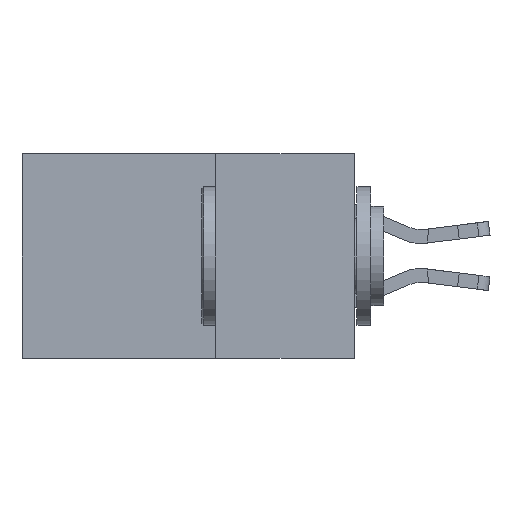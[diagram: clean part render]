
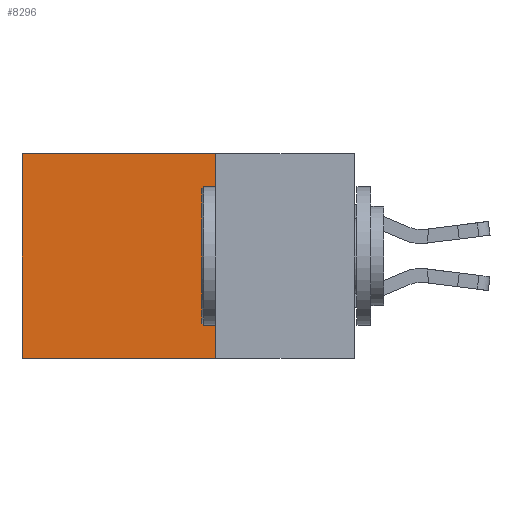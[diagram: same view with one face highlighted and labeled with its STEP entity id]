
A CAD part, left-side view. The second image highlights one B-rep face of the part: STEP entity #8296.
In plain terms, the highlighted planar face has unit normal (-1, 0, 0).
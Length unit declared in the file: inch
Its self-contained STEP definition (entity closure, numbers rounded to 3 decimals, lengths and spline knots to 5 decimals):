
#363 = DIRECTION ( 'NONE',  ( 0., 1., 0. ) ) ;
#697 = ORIENTED_EDGE ( 'NONE', *, *, #13618, .F. ) ;
#2983 = LINE ( 'NONE', #14754, #8398 ) ;
#3042 = CARTESIAN_POINT ( 'NONE',  ( 0.2615, 0.6, 0. ) ) ;
#3225 = EDGE_CURVE ( 'NONE', #7734, #3412, #9207, .T. ) ;
#3285 = EDGE_CURVE ( 'NONE', #8987, #3691, #15903, .T. ) ;
#3412 = VERTEX_POINT ( 'NONE', #8535 ) ;
#3691 = VERTEX_POINT ( 'NONE', #5456 ) ;
#4640 = VECTOR ( 'NONE', #9558, 39.37008 ) ;
#5129 = DIRECTION ( 'NONE',  ( 1., 0., 0. ) ) ;
#5420 = DIRECTION ( 'NONE',  ( 0., 0., -1. ) ) ;
#5456 = CARTESIAN_POINT ( 'NONE',  ( 0.2615, 0.6, -0.37 ) ) ;
#5566 = ORIENTED_EDGE ( 'NONE', *, *, #13704, .T. ) ;
#6604 = EDGE_LOOP ( 'NONE', ( #10416, #697, #9821, #5566 ) ) ;
#6822 = AXIS2_PLACEMENT_3D ( 'NONE', #7570, #5129, #8918 ) ;
#7570 = CARTESIAN_POINT ( 'NONE',  ( 0.2615, 0.25, -0.37 ) ) ;
#7734 = VERTEX_POINT ( 'NONE', #8521 ) ;
#7930 = CARTESIAN_POINT ( 'NONE',  ( 0.2615, 0.25, -0.37 ) ) ;
#8296 = ADVANCED_FACE ( 'NONE', ( #14775 ), #14014, .F. ) ;
#8398 = VECTOR ( 'NONE', #15926, 39.37008 ) ;
#8521 = CARTESIAN_POINT ( 'NONE',  ( 0.2615, 0.25, 0. ) ) ;
#8535 = CARTESIAN_POINT ( 'NONE',  ( 0.2615, 0.25, -0.37 ) ) ;
#8918 = DIRECTION ( 'NONE',  ( 0., 0., -1. ) ) ;
#8987 = VERTEX_POINT ( 'NONE', #3042 ) ;
#9207 = LINE ( 'NONE', #7930, #11644 ) ;
#9558 = DIRECTION ( 'NONE',  ( 0., 0., -1. ) ) ;
#9821 = ORIENTED_EDGE ( 'NONE', *, *, #3225, .F. ) ;
#10036 = VECTOR ( 'NONE', #363, 39.37008 ) ;
#10367 = LINE ( 'NONE', #11861, #10036 ) ;
#10416 = ORIENTED_EDGE ( 'NONE', *, *, #3285, .T. ) ;
#11644 = VECTOR ( 'NONE', #5420, 39.37008 ) ;
#11861 = CARTESIAN_POINT ( 'NONE',  ( 0.2615, 0.25, -0.37 ) ) ;
#13618 = EDGE_CURVE ( 'NONE', #3412, #3691, #10367, .T. ) ;
#13704 = EDGE_CURVE ( 'NONE', #7734, #8987, #2983, .T. ) ;
#14014 = PLANE ( 'NONE',  #6822 ) ;
#14721 = CARTESIAN_POINT ( 'NONE',  ( 0.2615, 0.6, -0.37 ) ) ;
#14754 = CARTESIAN_POINT ( 'NONE',  ( 0.2615, 0.25, 0. ) ) ;
#14775 = FACE_OUTER_BOUND ( 'NONE', #6604, .T. ) ;
#15903 = LINE ( 'NONE', #14721, #4640 ) ;
#15926 = DIRECTION ( 'NONE',  ( 0., 1., 0. ) ) ;
